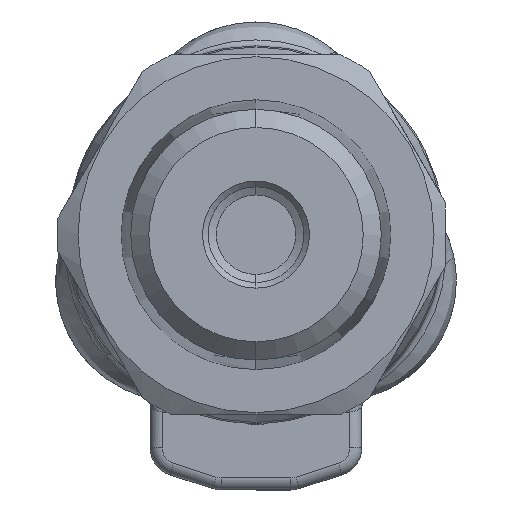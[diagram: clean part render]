
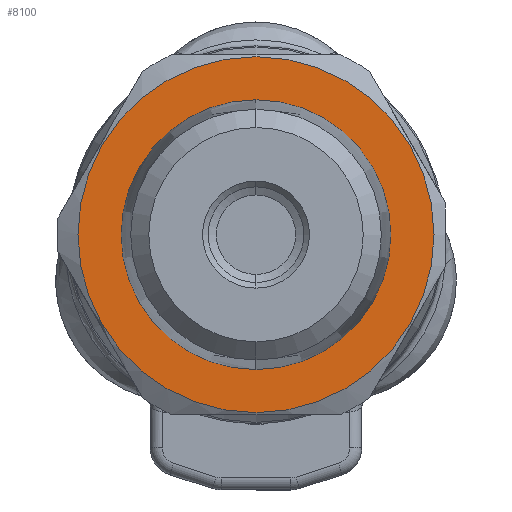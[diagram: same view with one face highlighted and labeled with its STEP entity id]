
A CAD part, front view. The second image highlights one B-rep face of the part: STEP entity #8100.
In plain terms, the highlighted planar face has unit normal (0, -1, 0).
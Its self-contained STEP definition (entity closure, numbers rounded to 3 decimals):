
#146 = CARTESIAN_POINT ( 'NONE',  ( 0., 17., -7.122 ) ) ;
#464 = DIRECTION ( 'NONE',  ( 0., 0., -1. ) ) ;
#2060 = AXIS2_PLACEMENT_3D ( 'NONE', #4167, #14941, #6972 ) ;
#2189 = CIRCLE ( 'NONE', #3904, 7.122 ) ;
#3667 = EDGE_CURVE ( 'NONE', #16066, #13124, #9289, .T. ) ;
#3904 = AXIS2_PLACEMENT_3D ( 'NONE', #4929, #11469, #9004 ) ;
#4049 = VERTEX_POINT ( 'NONE', #8376 ) ;
#4167 = CARTESIAN_POINT ( 'NONE',  ( 0., 17., 0. ) ) ;
#4929 = CARTESIAN_POINT ( 'NONE',  ( 0., 17., 0. ) ) ;
#5770 = DIRECTION ( 'NONE',  ( 0., -1., 0. ) ) ;
#6293 = AXIS2_PLACEMENT_3D ( 'NONE', #10310, #11518, #8934 ) ;
#6972 = DIRECTION ( 'NONE',  ( 0., 0., -1. ) ) ;
#7703 = FACE_BOUND ( 'NONE', #8913, .T. ) ;
#8100 = ADVANCED_FACE ( 'NONE', ( #10170, #7703 ), #14596, .T. ) ;
#8326 = ORIENTED_EDGE ( 'NONE', *, *, #10308, .F. ) ;
#8376 = CARTESIAN_POINT ( 'NONE',  ( 0., 17., 7.122 ) ) ;
#8913 = EDGE_LOOP ( 'NONE', ( #8326, #13496 ) ) ;
#8934 = DIRECTION ( 'NONE',  ( 0., 0., -1. ) ) ;
#9004 = DIRECTION ( 'NONE',  ( 0., 0., -1. ) ) ;
#9289 = CIRCLE ( 'NONE', #6293, 9.4 ) ;
#9346 = DIRECTION ( 'NONE',  ( 0., -1., 0. ) ) ;
#9507 = DIRECTION ( 'NONE',  ( 0., 0., -1. ) ) ;
#10170 = FACE_OUTER_BOUND ( 'NONE', #16627, .T. ) ;
#10308 = EDGE_CURVE ( 'NONE', #4049, #10359, #10408, .T. ) ;
#10310 = CARTESIAN_POINT ( 'NONE',  ( 0., 17., 0. ) ) ;
#10359 = VERTEX_POINT ( 'NONE', #146 ) ;
#10408 = CIRCLE ( 'NONE', #2060, 7.122 ) ;
#10665 = CIRCLE ( 'NONE', #13462, 9.4 ) ;
#11013 = CARTESIAN_POINT ( 'NONE',  ( 0., 17., 0. ) ) ;
#11469 = DIRECTION ( 'NONE',  ( 0., -1., 0. ) ) ;
#11518 = DIRECTION ( 'NONE',  ( 0., -1., 0. ) ) ;
#12177 = CARTESIAN_POINT ( 'NONE',  ( 9.4, 17., 0. ) ) ;
#12309 = CARTESIAN_POINT ( 'NONE',  ( 0., 17., 9.4 ) ) ;
#12544 = ORIENTED_EDGE ( 'NONE', *, *, #14305, .T. ) ;
#12769 = ORIENTED_EDGE ( 'NONE', *, *, #3667, .T. ) ;
#13124 = VERTEX_POINT ( 'NONE', #17157 ) ;
#13462 = AXIS2_PLACEMENT_3D ( 'NONE', #11013, #5770, #464 ) ;
#13496 = ORIENTED_EDGE ( 'NONE', *, *, #13518, .F. ) ;
#13518 = EDGE_CURVE ( 'NONE', #10359, #4049, #2189, .T. ) ;
#13906 = AXIS2_PLACEMENT_3D ( 'NONE', #12177, #9346, #9507 ) ;
#14305 = EDGE_CURVE ( 'NONE', #13124, #16066, #10665, .T. ) ;
#14596 = PLANE ( 'NONE',  #13906 ) ;
#14941 = DIRECTION ( 'NONE',  ( 0., -1., 0. ) ) ;
#16066 = VERTEX_POINT ( 'NONE', #12309 ) ;
#16627 = EDGE_LOOP ( 'NONE', ( #12769, #12544 ) ) ;
#17157 = CARTESIAN_POINT ( 'NONE',  ( 0., 17., -9.4 ) ) ;
